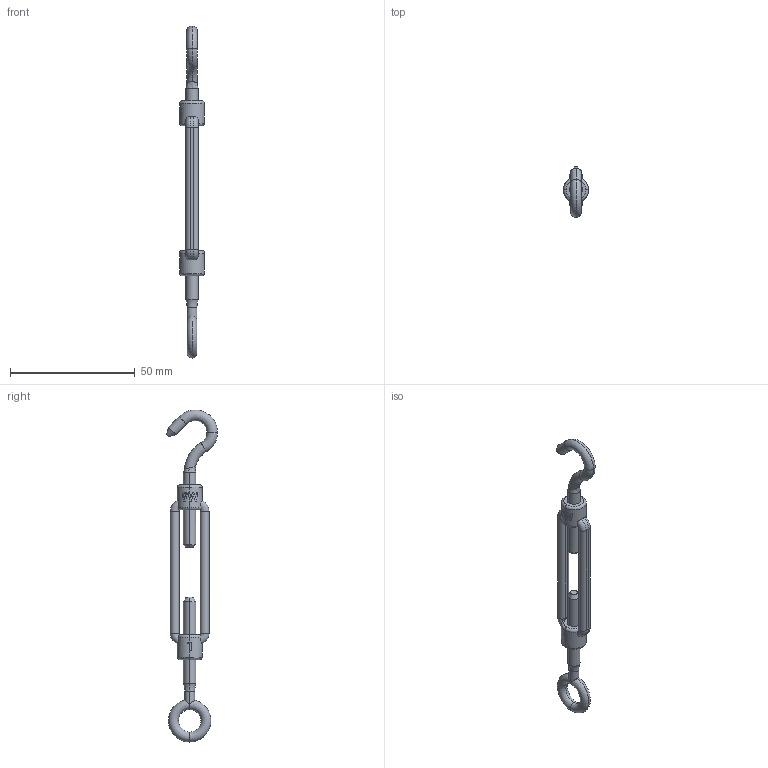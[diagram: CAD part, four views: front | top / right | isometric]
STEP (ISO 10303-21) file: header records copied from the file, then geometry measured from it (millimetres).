
FILE_DESCRIPTION (( 'STEP AP203' ), '1' );
FILE_NAME ('100043005.STEP', '2018-06-14T09:52:27', ( '' ), ( '' ), 'SwSTEP 2.0', 'SolidWorks 2015', '' );
FILE_SCHEMA (( 'CONFIG_CONTROL_DESIGN' ));
Length unit declared in the file: millimetre
Products named in the file (4): 10004300X Teil1_100043005 Teil1; 100043005; 10004300X Teil3_100043005 Teil3; 10004300X Teil2_100043005 Teil2
Assembly tree (3 placements, depth 2):
  100043005
    10004300X Teil1_100043005 Teil1
    10004300X Teil2_100043005 Teil2
    10004300X Teil3_100043005 Teil3
Bounding box: 10 x 20.44 x 132.99 mm (x, y, z)
Volume: 5355.2 mm3; surface area: 4767.7 mm2
Topology: 3 solids, 3 shells, 343 faces, 889 edges, 575 vertices
Faces by surface type: bspline 136, plane 134, cylinder 31, torus 28, cone 14
Entity records: 19470 total; most frequent: CARTESIAN_POINT 11598, ORIENTED_EDGE 1778, DIRECTION 1127, EDGE_CURVE 889, VERTEX_POINT 575, LINE 425, VECTOR 425, EDGE_LOOP 374
